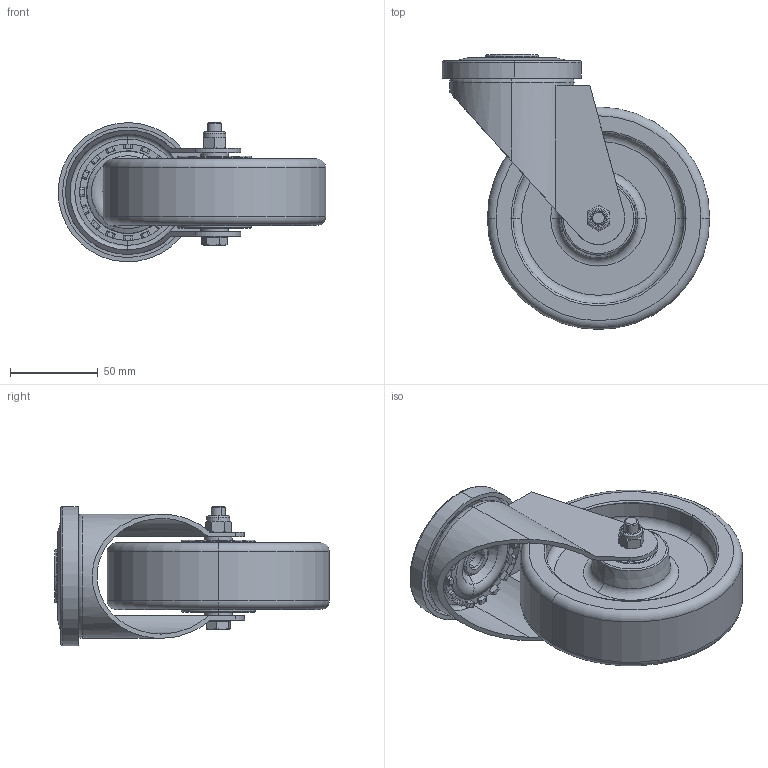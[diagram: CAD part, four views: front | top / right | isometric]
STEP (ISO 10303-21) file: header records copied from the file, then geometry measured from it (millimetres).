
FILE_DESCRIPTION (( 'STEP AP203' ), '1' );
FILE_NAME ('S5214.STEP', '2020-02-24T02:41:43', ( '' ), ( '' ), 'SwSTEP 2.0', 'SolidWorks 2013', '' );
FILE_SCHEMA (( 'CONFIG_CONTROL_DESIGN' ));
Length unit declared in the file: millimetre
Products named in the file (1): S5214
Bounding box: 152.73 x 156.99 x 79.73 mm (x, y, z)
Volume: 367506.4 mm3; surface area: 124996.9 mm2
Topology: 26 solids, 26 shells, 747 faces, 2058 edges, 1340 vertices
Faces by surface type: sphere 264, torus 146, plane 141, cylinder 138, cone 58
Entity records: 29765 total; most frequent: CARTESIAN_POINT 11612, ORIENTED_EDGE 3916, DIRECTION 3680, EDGE_CURVE 1958, AXIS2_PLACEMENT_3D 1640, VERTEX_POINT 1280, CIRCLE 892, EDGE_LOOP 850
